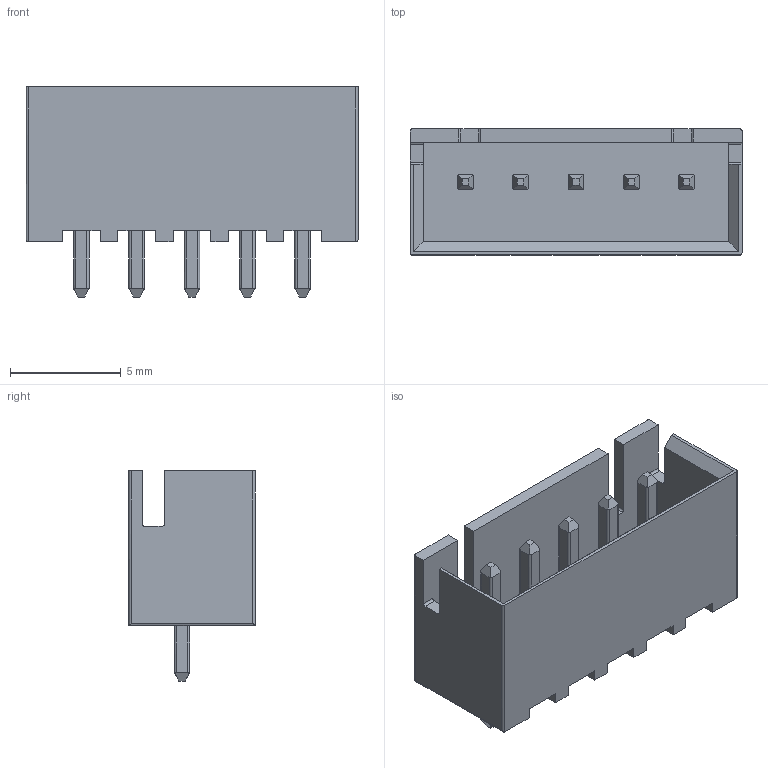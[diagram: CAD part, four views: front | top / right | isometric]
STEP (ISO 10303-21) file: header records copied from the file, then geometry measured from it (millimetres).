
FILE_DESCRIPTION (( 'STEP AP214' ), '1' );
FILE_NAME ('XH2.5-5A.step', '2022-08-08T03:44:40', ( '' ), ( '' ), 'SwSTEP 2.0', 'SolidWorks 2020', '' );
FILE_SCHEMA (( 'AUTOMOTIVE_DESIGN' ));
Length unit declared in the file: millimetre
Products named in the file (1): XH2.5-5A
Bounding box: 15 x 5.7 x 9.5 mm (x, y, z)
Volume: 271 mm3; surface area: 738.2 mm2
Topology: 1 solids, 1 shells, 415 faces, 1146 edges, 762 vertices
Faces by surface type: plane 263, bspline 98, cylinder 54
Entity records: 18203 total; most frequent: CARTESIAN_POINT 3882, ORIENTED_EDGE 2292, DIRECTION 1558, EDGE_CURVE 1146, VECTOR 802, LINE 802, VERTEX_POINT 762, EDGE_LOOP 444
